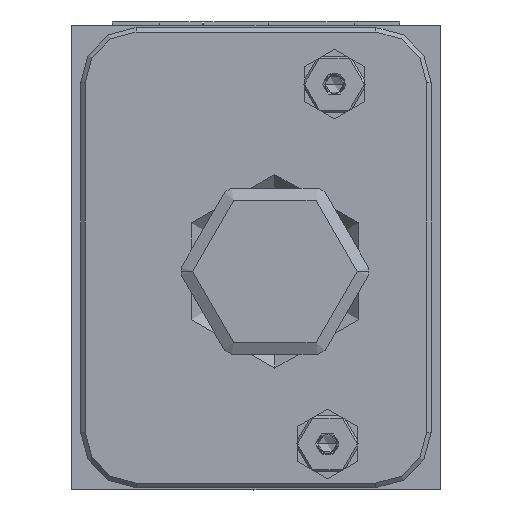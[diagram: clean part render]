
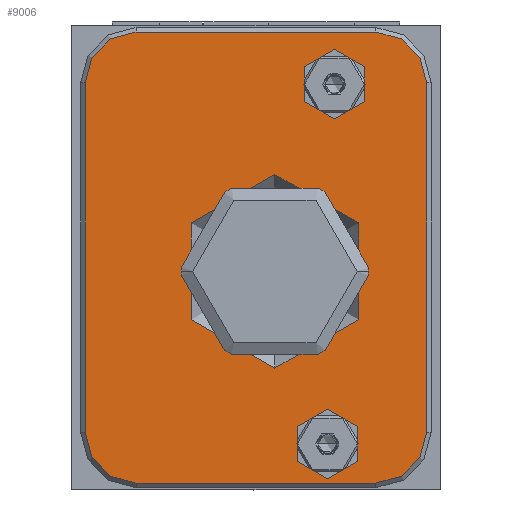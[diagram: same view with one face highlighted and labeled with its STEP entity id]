
A CAD part, front view. The second image highlights one B-rep face of the part: STEP entity #9006.
In plain terms, the highlighted planar face has unit normal (0, -1, 0).
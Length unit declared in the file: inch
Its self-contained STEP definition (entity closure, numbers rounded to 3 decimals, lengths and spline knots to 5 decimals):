
#2211=CARTESIAN_POINT('',(1.378,-6.812,1.482));
#2212=DIRECTION('',(0.,1.,0.));
#2213=DIRECTION('',(0.,0.,-1.));
#2214=AXIS2_PLACEMENT_3D('',#2211,#2212,#2213);
#2216=CARTESIAN_POINT('',(1.378,-6.812,1.482));
#2217=DIRECTION('',(0.,1.,0.));
#2218=DIRECTION('',(0.,0.,1.));
#2219=AXIS2_PLACEMENT_3D('',#2216,#2217,#2218);
#2221=CARTESIAN_POINT('',(1.781,-6.812,2.75));
#2222=DIRECTION('',(0.,1.,0.));
#2223=DIRECTION('',(0.,0.,-1.));
#2224=AXIS2_PLACEMENT_3D('',#2221,#2222,#2223);
#2226=CARTESIAN_POINT('',(1.781,-6.812,2.75));
#2227=DIRECTION('',(0.,1.,0.));
#2228=DIRECTION('',(0.,0.,1.));
#2229=AXIS2_PLACEMENT_3D('',#2226,#2227,#2228);
#2231=CARTESIAN_POINT('',(1.734,-6.812,
0.312));
#2232=DIRECTION('',(0.,1.,0.));
#2233=DIRECTION('',(0.,0.,-1.));
#2234=AXIS2_PLACEMENT_3D('',#2231,#2232,#2233);
#2236=CARTESIAN_POINT('',(1.734,-6.812,
0.312));
#2237=DIRECTION('',(0.,1.,0.));
#2238=DIRECTION('',(0.,0.,1.));
#2239=AXIS2_PLACEMENT_3D('',#2236,#2237,#2238);
#4741=CARTESIAN_POINT('',(2.062,-6.812,2.759));
#4742=DIRECTION('',(0.,1.,0.));
#4743=DIRECTION('',(0.,0.,1.));
#4744=AXIS2_PLACEMENT_3D('',#4741,#4742,#4743);
#4755=DIRECTION('',(1.,0.,0.));
#4756=VECTOR('',#4755,1.625);
#4757=CARTESIAN_POINT('',(0.437,-6.812,3.103));
#4758=LINE('',#4757,#4756);
#4767=CARTESIAN_POINT('',(0.437,-6.812,2.759));
#4768=DIRECTION('',(0.,1.,0.));
#4769=DIRECTION('',(-1.,0.,0.));
#4770=AXIS2_PLACEMENT_3D('',#4767,#4768,#4769);
#4781=DIRECTION('',(0.,0.,1.));
#4782=VECTOR('',#4781,2.368);
#4783=CARTESIAN_POINT('',(0.093,-6.812,0.391));
#4784=LINE('',#4783,#4782);
#4793=CARTESIAN_POINT('',(0.437,-6.812,0.391));
#4794=DIRECTION('',(0.,1.,0.));
#4795=DIRECTION('',(0.,0.,-1.));
#4796=AXIS2_PLACEMENT_3D('',#4793,#4794,#4795);
#4807=DIRECTION('',(-1.,0.,0.));
#4808=VECTOR('',#4807,1.625);
#4809=CARTESIAN_POINT('',(2.062,-6.812,0.047));
#4810=LINE('',#4809,#4808);
#4815=CARTESIAN_POINT('',(2.062,-6.812,0.391));
#4816=DIRECTION('',(0.,1.,0.));
#4817=DIRECTION('',(1.,0.,0.));
#4818=AXIS2_PLACEMENT_3D('',#4815,#4816,#4817);
#4833=DIRECTION('',(0.,0.,-1.));
#4834=VECTOR('',#4833,2.368);
#4835=CARTESIAN_POINT('',(2.406,-6.812,2.759));
#4836=LINE('',#4835,#4834);
#6589=CARTESIAN_POINT('',(1.378,-6.812,
0.826));
#6590=VERTEX_POINT('',#6589);
#6599=CARTESIAN_POINT('',(1.378,-6.812,2.138));
#6600=VERTEX_POINT('',#6599);
#6664=CARTESIAN_POINT('',(1.781,-6.812,2.514));
#6665=CARTESIAN_POINT('',(1.781,-6.812,2.986));
#6666=VERTEX_POINT('',#6664);
#6667=VERTEX_POINT('',#6665);
#6702=CARTESIAN_POINT('',(2.062,-6.812,0.047));
#6703=CARTESIAN_POINT('',(0.437,-6.812,0.047));
#6704=VERTEX_POINT('',#6702);
#6705=VERTEX_POINT('',#6703);
#6710=CARTESIAN_POINT('',(0.093,-6.812,0.391));
#6711=VERTEX_POINT('',#6710);
#6714=CARTESIAN_POINT('',(0.093,-6.812,2.759));
#6715=VERTEX_POINT('',#6714);
#6718=CARTESIAN_POINT('',(0.437,-6.812,3.103));
#6719=VERTEX_POINT('',#6718);
#6722=CARTESIAN_POINT('',(2.062,-6.812,3.103));
#6723=VERTEX_POINT('',#6722);
#6726=CARTESIAN_POINT('',(2.406,-6.812,2.759));
#6727=VERTEX_POINT('',#6726);
#6730=CARTESIAN_POINT('',(2.406,-6.812,0.391));
#6731=VERTEX_POINT('',#6730);
#6754=CARTESIAN_POINT('',(1.734,-6.812,
0.076));
#6755=CARTESIAN_POINT('',(1.734,-6.812,
0.548));
#6756=VERTEX_POINT('',#6754);
#6757=VERTEX_POINT('',#6755);
#8966=CARTESIAN_POINT('',(0.,-6.812,0.));
#8967=DIRECTION('',(0.,-1.,0.));
#8968=DIRECTION('',(1.,0.,0.));
#8969=AXIS2_PLACEMENT_3D('',#8966,#8967,#8968);
#8970=PLANE('',#8969);
#8972=ORIENTED_EDGE('',*,*,#8971,.T.);
#8974=ORIENTED_EDGE('',*,*,#8973,.T.);
#8976=ORIENTED_EDGE('',*,*,#8975,.T.);
#8978=ORIENTED_EDGE('',*,*,#8977,.T.);
#8980=ORIENTED_EDGE('',*,*,#8979,.T.);
#8982=ORIENTED_EDGE('',*,*,#8981,.T.);
#8984=ORIENTED_EDGE('',*,*,#8983,.T.);
#8986=ORIENTED_EDGE('',*,*,#8985,.T.);
#8987=EDGE_LOOP('',(#8972,#8974,#8976,#8978,#8980,#8982,#8984,#8986));
#8988=FACE_OUTER_BOUND('',#8987,.F.);
#8990=ORIENTED_EDGE('',*,*,#8989,.F.);
#8992=ORIENTED_EDGE('',*,*,#8991,.F.);
#8993=EDGE_LOOP('',(#8990,#8992));
#8994=FACE_BOUND('',#8993,.F.);
#8996=ORIENTED_EDGE('',*,*,#8995,.F.);
#8998=ORIENTED_EDGE('',*,*,#8997,.F.);
#8999=EDGE_LOOP('',(#8996,#8998));
#9000=FACE_BOUND('',#8999,.F.);
#9002=ORIENTED_EDGE('',*,*,#9001,.F.);
#9003=ORIENTED_EDGE('',*,*,#8956,.F.);
#9004=EDGE_LOOP('',(#9002,#9003));
#9005=FACE_BOUND('',#9004,.F.);
#9006=ADVANCED_FACE('',(#8988,#8994,#9000,#9005),#8970,.T.);
#2215=CIRCLE('',#2214,0.656);
#2220=CIRCLE('',#2219,0.656);
#2225=CIRCLE('',#2224,0.236);
#2230=CIRCLE('',#2229,0.236);
#2235=CIRCLE('',#2234,0.236);
#2240=CIRCLE('',#2239,0.236);
#4745=CIRCLE('',#4744,0.344);
#4771=CIRCLE('',#4770,0.344);
#4797=CIRCLE('',#4796,0.344);
#4819=CIRCLE('',#4818,0.344);
#8956=EDGE_CURVE('',#6757,#6756,#2240,.T.);
#8971=EDGE_CURVE('',#6723,#6727,#4745,.T.);
#8973=EDGE_CURVE('',#6727,#6731,#4836,.T.);
#8975=EDGE_CURVE('',#6731,#6704,#4819,.T.);
#8977=EDGE_CURVE('',#6704,#6705,#4810,.T.);
#8979=EDGE_CURVE('',#6705,#6711,#4797,.T.);
#8981=EDGE_CURVE('',#6711,#6715,#4784,.T.);
#8983=EDGE_CURVE('',#6715,#6719,#4771,.T.);
#8985=EDGE_CURVE('',#6719,#6723,#4758,.T.);
#8989=EDGE_CURVE('',#6666,#6667,#2225,.T.);
#8991=EDGE_CURVE('',#6667,#6666,#2230,.T.);
#8995=EDGE_CURVE('',#6590,#6600,#2215,.T.);
#8997=EDGE_CURVE('',#6600,#6590,#2220,.T.);
#9001=EDGE_CURVE('',#6756,#6757,#2235,.T.);
